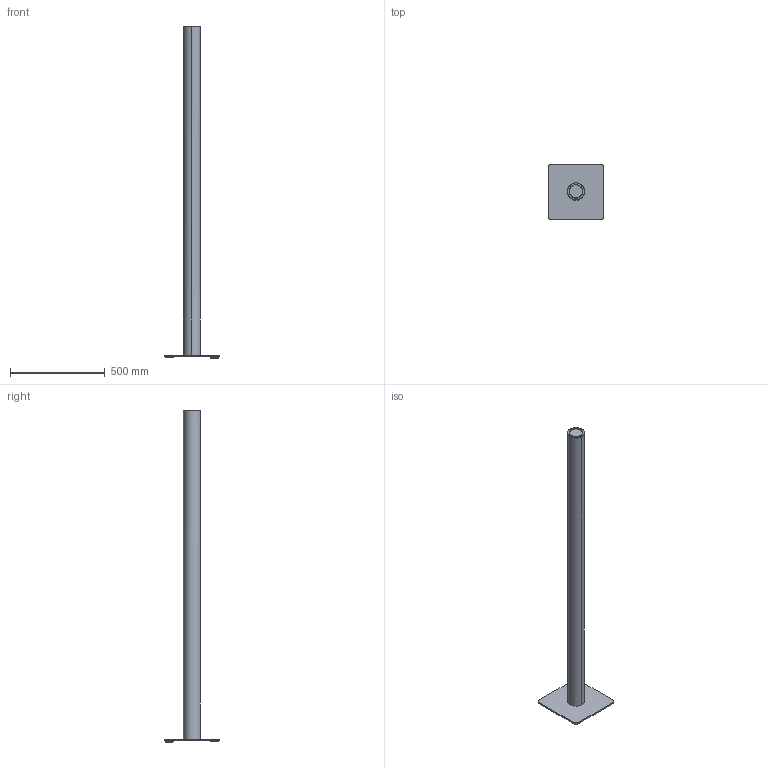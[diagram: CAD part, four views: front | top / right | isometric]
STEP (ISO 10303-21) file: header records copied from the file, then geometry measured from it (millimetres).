
FILE_DESCRIPTION(/* description */ (''),/* implementation_level */ '2;1');
FILE_NAME(/* name */ 'ILIO small',/* time_stamp */ '2013-11-08T11:58:36+01:00',/* author */ (''),/* organization */ (''),/* preprocessor_version */ 'ST-DEVELOPER v10',/* originating_system */ '',/* authorisation */ '');
FILE_SCHEMA (('AUTOMOTIVE_DESIGN'));
Length unit declared in the file: millimetre
Products named in the file (1): 1
Bounding box: 293.1 x 293.1 x 1755.77 mm (x, y, z)
Volume: 747309.5 mm3; surface area: 707193.9 mm2
Topology: 8 solids, 10 shells, 49 faces, 96 edges, 64 vertices
Faces by surface type: bspline 28, plane 21
Entity records: 1624 total; most frequent: CARTESIAN_POINT 916, ORIENTED_EDGE 178, EDGE_CURVE 96, VERTEX_POINT 64, EDGE_LOOP 51, ADVANCED_FACE 49, FACE_OUTER_BOUND 49, DIRECTION 27
